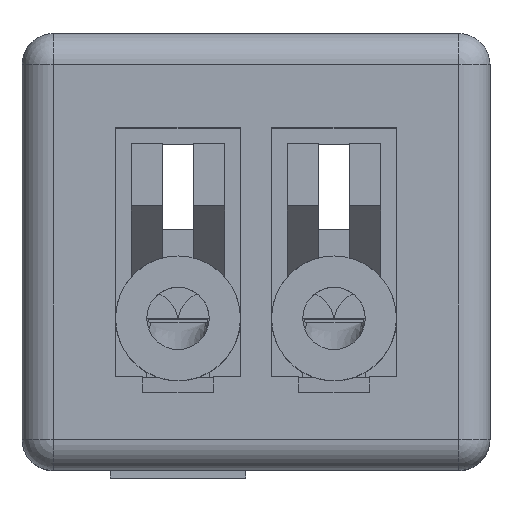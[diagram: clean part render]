
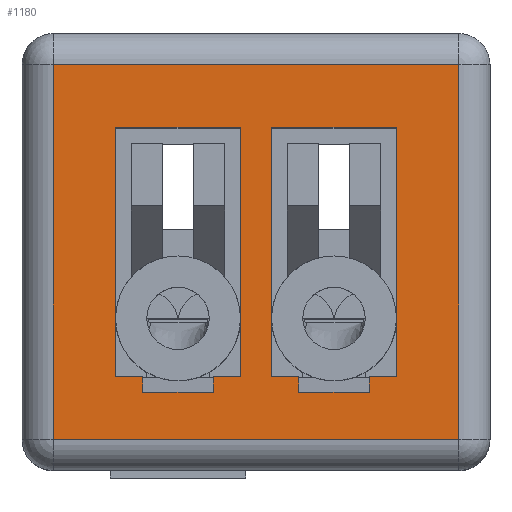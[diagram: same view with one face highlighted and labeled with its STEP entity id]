
A CAD part, top view. The second image highlights one B-rep face of the part: STEP entity #1180.
In plain terms, the highlighted planar face has unit normal (0, 0, 1).
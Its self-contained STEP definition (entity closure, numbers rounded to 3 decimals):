
#1180=ADVANCED_FACE('',(#3813,#3815,#3817),#3819,.T.);
#3813=FACE_BOUND('',#3814,.T.);
#3814=EDGE_LOOP('',(#5380,#5381,#5382,#5383));
#3815=FACE_BOUND('',#3816,.T.);
#3816=EDGE_LOOP('',(#5384,#5385,#5386,#5387,#5388,#5389,#5390,#5391));
#3817=FACE_BOUND('',#3818,.T.);
#3818=EDGE_LOOP('',(#5392,#5393,#5394,#5395,#5396,#5397,#5398,#5399));
#3819=PLANE('',#3820);
#3820=AXIS2_PLACEMENT_3D('',#3821,#3822,#3823);
#3821=CARTESIAN_POINT('',(-0.5,0.975,5.));
#3822=DIRECTION('',(-0.,0.,1.));
#3823=DIRECTION('',(0.,-1.,0.));
#5380=ORIENTED_EDGE('',*,*,#6420,.T.);
#5381=ORIENTED_EDGE('',*,*,#6421,.F.);
#5382=ORIENTED_EDGE('',*,*,#6422,.F.);
#5383=ORIENTED_EDGE('',*,*,#6423,.T.);
#5384=ORIENTED_EDGE('',*,*,#6424,.T.);
#5385=ORIENTED_EDGE('',*,*,#6425,.T.);
#5386=ORIENTED_EDGE('',*,*,#6426,.T.);
#5387=ORIENTED_EDGE('',*,*,#6427,.T.);
#5388=ORIENTED_EDGE('',*,*,#6428,.T.);
#5389=ORIENTED_EDGE('',*,*,#6429,.T.);
#5390=ORIENTED_EDGE('',*,*,#6430,.T.);
#5391=ORIENTED_EDGE('',*,*,#6431,.T.);
#5392=ORIENTED_EDGE('',*,*,#6432,.T.);
#5393=ORIENTED_EDGE('',*,*,#6433,.T.);
#5394=ORIENTED_EDGE('',*,*,#6434,.T.);
#5395=ORIENTED_EDGE('',*,*,#6435,.T.);
#5396=ORIENTED_EDGE('',*,*,#6436,.T.);
#5397=ORIENTED_EDGE('',*,*,#6437,.T.);
#5398=ORIENTED_EDGE('',*,*,#6438,.T.);
#5399=ORIENTED_EDGE('',*,*,#6439,.T.);
#6420=EDGE_CURVE('',#7277,#7278,#7279,.T.);
#6421=EDGE_CURVE('',#7280,#7278,#7281,.T.);
#6422=EDGE_CURVE('',#7282,#7280,#7283,.T.);
#6423=EDGE_CURVE('',#7282,#7277,#7284,.T.);
#6424=EDGE_CURVE('',#7285,#7286,#7287,.F.);
#6425=EDGE_CURVE('',#7286,#7288,#7289,.T.);
#6426=EDGE_CURVE('',#7288,#7290,#7291,.F.);
#6427=EDGE_CURVE('',#7290,#7292,#7293,.T.);
#6428=EDGE_CURVE('',#7292,#7294,#7295,.F.);
#6429=EDGE_CURVE('',#7294,#7296,#7297,.F.);
#6430=EDGE_CURVE('',#7296,#7298,#7299,.F.);
#6431=EDGE_CURVE('',#7298,#7285,#7300,.F.);
#6432=EDGE_CURVE('',#7301,#7302,#7303,.F.);
#6433=EDGE_CURVE('',#7302,#7304,#7305,.T.);
#6434=EDGE_CURVE('',#7304,#7306,#7307,.F.);
#6435=EDGE_CURVE('',#7306,#7308,#7309,.T.);
#6436=EDGE_CURVE('',#7308,#7310,#7311,.F.);
#6437=EDGE_CURVE('',#7310,#7312,#7313,.F.);
#6438=EDGE_CURVE('',#7312,#7314,#7315,.F.);
#6439=EDGE_CURVE('',#7314,#7301,#7316,.F.);
#7277=VERTEX_POINT('',#10047);
#7278=VERTEX_POINT('',#10048);
#7279=LINE('',#10049,#10050);
#7280=VERTEX_POINT('',#10052);
#7281=LINE('',#10053,#10054);
#7282=VERTEX_POINT('',#10056);
#7283=LINE('',#10057,#10058);
#7284=LINE('',#10060,#10061);
#7285=VERTEX_POINT('',#10063);
#7286=VERTEX_POINT('',#10064);
#7287=LINE('',#10065,#10066);
#7288=VERTEX_POINT('',#10068);
#7289=LINE('',#10069,#10070);
#7290=VERTEX_POINT('',#10072);
#7291=LINE('',#10073,#10074);
#7292=VERTEX_POINT('',#10076);
#7293=LINE('',#10077,#10078);
#7294=VERTEX_POINT('',#10080);
#7295=LINE('',#10081,#10082);
#7296=VERTEX_POINT('',#10084);
#7297=LINE('',#10085,#10086);
#7298=VERTEX_POINT('',#10088);
#7299=LINE('',#10089,#10090);
#7300=LINE('',#10092,#10093);
#7301=VERTEX_POINT('',#10095);
#7302=VERTEX_POINT('',#10096);
#7303=LINE('',#10097,#10098);
#7304=VERTEX_POINT('',#10100);
#7305=LINE('',#10101,#10102);
#7306=VERTEX_POINT('',#10104);
#7307=LINE('',#10105,#10106);
#7308=VERTEX_POINT('',#10108);
#7309=LINE('',#10109,#10110);
#7310=VERTEX_POINT('',#10112);
#7311=LINE('',#10113,#10114);
#7312=VERTEX_POINT('',#10116);
#7313=LINE('',#10117,#10118);
#7314=VERTEX_POINT('',#10120);
#7315=LINE('',#10121,#10122);
#7316=LINE('',#10124,#10125);
#10047=CARTESIAN_POINT('',(-0.8,-1.625,5.));
#10048=CARTESIAN_POINT('',(1.8,-1.625,5.));
#10049=CARTESIAN_POINT('',(-0.8,-1.625,5.));
#10050=VECTOR('',#10051,1.);
#10051=DIRECTION('',(1.,0.,0.));
#10052=CARTESIAN_POINT('',(1.8,0.775,5.));
#10053=CARTESIAN_POINT('',(1.8,0.775,5.));
#10054=VECTOR('',#10055,1.);
#10055=DIRECTION('',(0.,-1.,0.));
#10056=CARTESIAN_POINT('',(-0.8,0.775,5.));
#10057=CARTESIAN_POINT('',(-0.8,0.775,5.));
#10058=VECTOR('',#10059,1.);
#10059=DIRECTION('',(1.,0.,0.));
#10060=CARTESIAN_POINT('',(-0.8,0.775,5.));
#10061=VECTOR('',#10062,1.);
#10062=DIRECTION('',(0.,-1.,0.));
#10063=CARTESIAN_POINT('',(0.225,-1.325,5.));
#10064=CARTESIAN_POINT('',(-0.225,-1.325,5.));
#10065=CARTESIAN_POINT('',(-0.225,-1.325,5.));
#10066=VECTOR('',#10067,1.);
#10067=DIRECTION('',(1.,0.,0.));
#10068=CARTESIAN_POINT('',(-0.225,-1.225,5.));
#10069=CARTESIAN_POINT('',(-0.225,-1.325,5.));
#10070=VECTOR('',#10071,1.);
#10071=DIRECTION('',(0.,1.,0.));
#10072=CARTESIAN_POINT('',(-0.4,-1.225,5.));
#10073=CARTESIAN_POINT('',(-0.4,-1.225,5.));
#10074=VECTOR('',#10075,1.);
#10075=DIRECTION('',(1.,0.,0.));
#10076=CARTESIAN_POINT('',(-0.4,0.375,5.));
#10077=CARTESIAN_POINT('',(-0.4,-1.225,5.));
#10078=VECTOR('',#10079,1.);
#10079=DIRECTION('',(0.,1.,0.));
#10080=CARTESIAN_POINT('',(0.4,0.375,5.));
#10081=CARTESIAN_POINT('',(0.4,0.375,5.));
#10082=VECTOR('',#10083,1.);
#10083=DIRECTION('',(-1.,0.,0.));
#10084=CARTESIAN_POINT('',(0.4,-1.225,5.));
#10085=CARTESIAN_POINT('',(0.4,-1.225,5.));
#10086=VECTOR('',#10087,1.);
#10087=DIRECTION('',(0.,1.,0.));
#10088=CARTESIAN_POINT('',(0.225,-1.225,5.));
#10089=CARTESIAN_POINT('',(0.225,-1.225,5.));
#10090=VECTOR('',#10091,1.);
#10091=DIRECTION('',(1.,0.,0.));
#10092=CARTESIAN_POINT('',(0.225,-1.325,5.));
#10093=VECTOR('',#10094,1.);
#10094=DIRECTION('',(0.,1.,0.));
#10095=CARTESIAN_POINT('',(1.225,-1.325,5.));
#10096=CARTESIAN_POINT('',(0.775,-1.325,5.));
#10097=CARTESIAN_POINT('',(0.775,-1.325,5.));
#10098=VECTOR('',#10099,1.);
#10099=DIRECTION('',(1.,0.,0.));
#10100=CARTESIAN_POINT('',(0.775,-1.225,5.));
#10101=CARTESIAN_POINT('',(0.775,-1.325,5.));
#10102=VECTOR('',#10103,1.);
#10103=DIRECTION('',(0.,1.,0.));
#10104=CARTESIAN_POINT('',(0.6,-1.225,5.));
#10105=CARTESIAN_POINT('',(0.6,-1.225,5.));
#10106=VECTOR('',#10107,1.);
#10107=DIRECTION('',(1.,0.,0.));
#10108=CARTESIAN_POINT('',(0.6,0.375,5.));
#10109=CARTESIAN_POINT('',(0.6,-1.225,5.));
#10110=VECTOR('',#10111,1.);
#10111=DIRECTION('',(0.,1.,0.));
#10112=CARTESIAN_POINT('',(1.4,0.375,5.));
#10113=CARTESIAN_POINT('',(1.4,0.375,5.));
#10114=VECTOR('',#10115,1.);
#10115=DIRECTION('',(-1.,0.,0.));
#10116=CARTESIAN_POINT('',(1.4,-1.225,5.));
#10117=CARTESIAN_POINT('',(1.4,-1.225,5.));
#10118=VECTOR('',#10119,1.);
#10119=DIRECTION('',(0.,1.,0.));
#10120=CARTESIAN_POINT('',(1.225,-1.225,5.));
#10121=CARTESIAN_POINT('',(1.225,-1.225,5.));
#10122=VECTOR('',#10123,1.);
#10123=DIRECTION('',(1.,0.,0.));
#10124=CARTESIAN_POINT('',(1.225,-1.325,5.));
#10125=VECTOR('',#10126,1.);
#10126=DIRECTION('',(0.,1.,0.));
